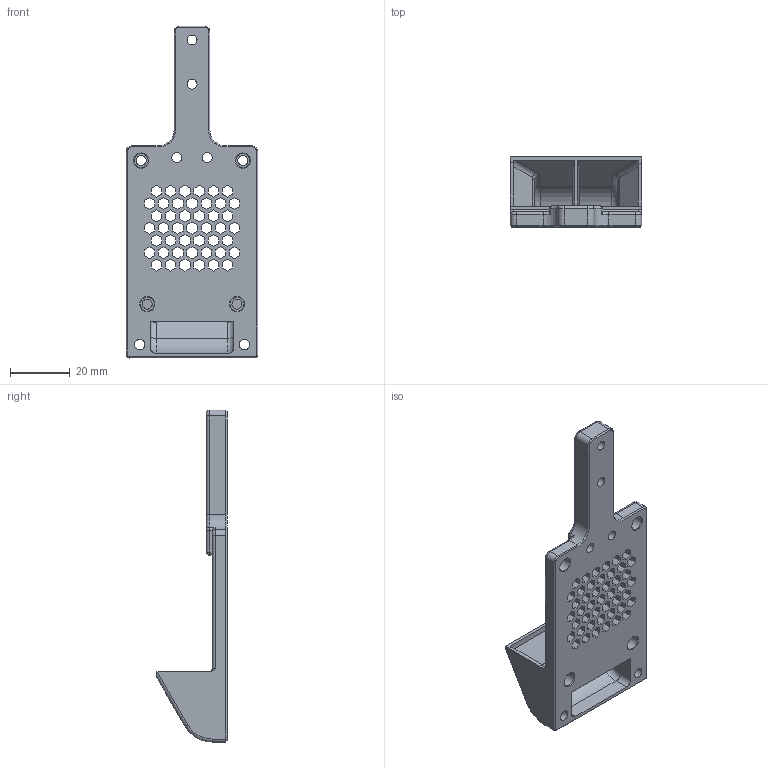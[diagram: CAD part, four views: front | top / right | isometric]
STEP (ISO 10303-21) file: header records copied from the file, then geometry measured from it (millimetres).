
FILE_DESCRIPTION(/* description */ (''),/* implementation_level */ '2;1');
FILE_NAME(/* name */ 'Mercury One Eva 2.4 Dual 5015 Owl Eyes v1.step',/* time_stamp */ '2024-08-25T13:27:00-05:00',/* author */ (''),/* organization */ (''),/* preprocessor_version */ 'ST-DEVELOPER v20',/* originating_system */ 'Autodesk Translation Framework v13.14.0.145',/* authorisation */ '');
FILE_SCHEMA (('AUTOMOTIVE_DESIGN { 1 0 10303 214 3 1 1 }'));
Length unit declared in the file: millimetre
Products named in the file (2): Owl Eyes Inlet; rear_dual_5015_owl_eyes
Assembly tree (1 placements, depth 2):
  Owl Eyes Inlet
    rear_dual_5015_owl_eyes
Bounding box: 44 x 23.45 x 111 mm (x, y, z)
Volume: 19365.6 mm3; surface area: 14822.3 mm2
Topology: 1 solids, 1 shells, 428 faces, 1192 edges, 773 vertices
Faces by surface type: plane 336, cylinder 56, cone 12, torus 10, bspline 10, sphere 4
Full cylindrical faces by diameter (mm): 3.3 x8, 3.5 x2, 4.7 x8, 6 x2
Entity records: 14548 total; most frequent: CARTESIAN_POINT 3286, ORIENTED_EDGE 2384, DIRECTION 2146, EDGE_CURVE 1192, LINE 1008, VECTOR 1008, VERTEX_POINT 773, AXIS2_PLACEMENT_3D 569
